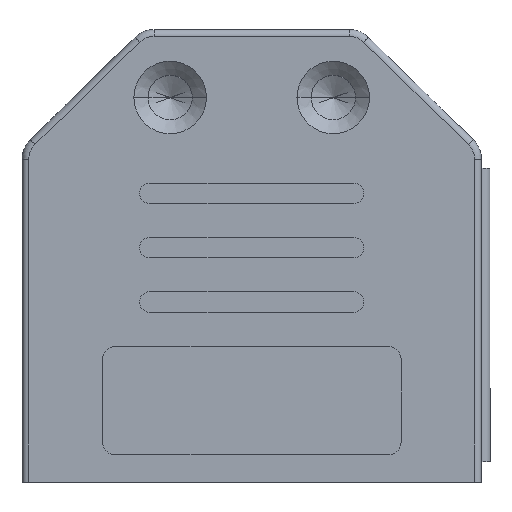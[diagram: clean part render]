
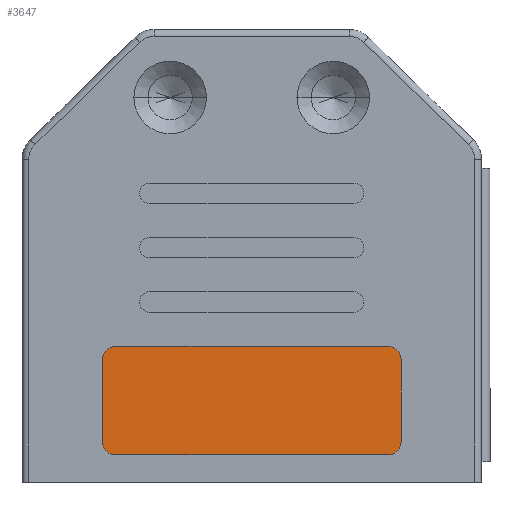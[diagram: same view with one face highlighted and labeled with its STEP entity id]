
A CAD part, top view. The second image highlights one B-rep face of the part: STEP entity #3647.
In plain terms, the highlighted planar face has unit normal (0, 0, 1).
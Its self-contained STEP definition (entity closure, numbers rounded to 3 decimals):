
#3 = DIRECTION ( 'NONE',  ( 0., 0., -1. ) ) ;
#75 = CIRCLE ( 'NONE', #405, 1. ) ;
#92 = DIRECTION ( 'NONE',  ( 0., 0., 1. ) ) ;
#175 = EDGE_CURVE ( 'NONE', #1484, #1910, #5278, .T. ) ;
#311 = CARTESIAN_POINT ( 'NONE',  ( -10., 2., 7.1 ) ) ;
#322 = AXIS2_PLACEMENT_3D ( 'NONE', #5048, #4079, #1174 ) ;
#405 = AXIS2_PLACEMENT_3D ( 'NONE', #4206, #428, #3798 ) ;
#428 = DIRECTION ( 'NONE',  ( 0., 0., -1. ) ) ;
#530 = AXIS2_PLACEMENT_3D ( 'NONE', #1277, #3, #840 ) ;
#542 = EDGE_CURVE ( 'NONE', #4682, #2798, #1316, .T. ) ;
#610 = VECTOR ( 'NONE', #2589, 1000. ) ;
#685 = ORIENTED_EDGE ( 'NONE', *, *, #3717, .F. ) ;
#831 = CARTESIAN_POINT ( 'NONE',  ( -11., 9., 7.1 ) ) ;
#840 = DIRECTION ( 'NONE',  ( -1., 0., 0. ) ) ;
#985 = CARTESIAN_POINT ( 'NONE',  ( -11., 3., 7.1 ) ) ;
#1028 = DIRECTION ( 'NONE',  ( 1., 0., 0. ) ) ;
#1139 = CIRCLE ( 'NONE', #1404, 1. ) ;
#1174 = DIRECTION ( 'NONE',  ( -1., 0., 0. ) ) ;
#1260 = ORIENTED_EDGE ( 'NONE', *, *, #5067, .F. ) ;
#1277 = CARTESIAN_POINT ( 'NONE',  ( -10., 9., 7.1 ) ) ;
#1294 = DIRECTION ( 'NONE',  ( 0., 0., -1. ) ) ;
#1316 = CIRCLE ( 'NONE', #530, 1. ) ;
#1340 = FACE_OUTER_BOUND ( 'NONE', #1755, .T. ) ;
#1359 = VECTOR ( 'NONE', #1028, 1000. ) ;
#1404 = AXIS2_PLACEMENT_3D ( 'NONE', #2484, #1294, #1710 ) ;
#1410 = EDGE_CURVE ( 'NONE', #4928, #1484, #1139, .T. ) ;
#1484 = VERTEX_POINT ( 'NONE', #3056 ) ;
#1492 = EDGE_CURVE ( 'NONE', #4301, #4928, #2182, .T. ) ;
#1553 = CARTESIAN_POINT ( 'NONE',  ( -10., 2., 7.1 ) ) ;
#1710 = DIRECTION ( 'NONE',  ( 1., 0., 0. ) ) ;
#1755 = EDGE_LOOP ( 'NONE', ( #2644, #4555, #1260, #2664, #4903, #2042, #3985, #685 ) ) ;
#1895 = VECTOR ( 'NONE', #3364, 1000. ) ;
#1910 = VERTEX_POINT ( 'NONE', #1553 ) ;
#1992 = CARTESIAN_POINT ( 'NONE',  ( 11., 9., 7.1 ) ) ;
#2042 = ORIENTED_EDGE ( 'NONE', *, *, #1492, .F. ) ;
#2182 = LINE ( 'NONE', #4688, #610 ) ;
#2252 = CARTESIAN_POINT ( 'NONE',  ( -10., 9., 7.1 ) ) ;
#2269 = CARTESIAN_POINT ( 'NONE',  ( -10., 10., 7.1 ) ) ;
#2360 = CARTESIAN_POINT ( 'NONE',  ( 10., 10., 7.1 ) ) ;
#2484 = CARTESIAN_POINT ( 'NONE',  ( 10., 3., 7.1 ) ) ;
#2530 = VERTEX_POINT ( 'NONE', #2360 ) ;
#2589 = DIRECTION ( 'NONE',  ( 0., -1., 0. ) ) ;
#2644 = ORIENTED_EDGE ( 'NONE', *, *, #542, .F. ) ;
#2664 = ORIENTED_EDGE ( 'NONE', *, *, #175, .F. ) ;
#2688 = DIRECTION ( 'NONE',  ( -1., 0., 0. ) ) ;
#2798 = VERTEX_POINT ( 'NONE', #2269 ) ;
#3056 = CARTESIAN_POINT ( 'NONE',  ( 10., 2., 7.1 ) ) ;
#3207 = LINE ( 'NONE', #4013, #1359 ) ;
#3279 = LINE ( 'NONE', #4515, #1895 ) ;
#3364 = DIRECTION ( 'NONE',  ( 0., 1., 0. ) ) ;
#3599 = VECTOR ( 'NONE', #4497, 1000. ) ;
#3647 = ADVANCED_FACE ( 'NONE', ( #1340 ), #5185, .T. ) ;
#3717 = EDGE_CURVE ( 'NONE', #2798, #2530, #3207, .T. ) ;
#3798 = DIRECTION ( 'NONE',  ( -1., 0., 0. ) ) ;
#3850 = CIRCLE ( 'NONE', #322, 1. ) ;
#3967 = CARTESIAN_POINT ( 'NONE',  ( 11., 3., 7.1 ) ) ;
#3985 = ORIENTED_EDGE ( 'NONE', *, *, #5264, .F. ) ;
#4013 = CARTESIAN_POINT ( 'NONE',  ( -10., 10., 7.1 ) ) ;
#4079 = DIRECTION ( 'NONE',  ( 0., 0., -1. ) ) ;
#4206 = CARTESIAN_POINT ( 'NONE',  ( 10., 9., 7.1 ) ) ;
#4301 = VERTEX_POINT ( 'NONE', #1992 ) ;
#4438 = AXIS2_PLACEMENT_3D ( 'NONE', #2252, #92, #2688 ) ;
#4497 = DIRECTION ( 'NONE',  ( -1., 0., 0. ) ) ;
#4515 = CARTESIAN_POINT ( 'NONE',  ( -11., 3., 7.1 ) ) ;
#4555 = ORIENTED_EDGE ( 'NONE', *, *, #5059, .F. ) ;
#4682 = VERTEX_POINT ( 'NONE', #831 ) ;
#4688 = CARTESIAN_POINT ( 'NONE',  ( 11., 3., 7.1 ) ) ;
#4903 = ORIENTED_EDGE ( 'NONE', *, *, #1410, .F. ) ;
#4928 = VERTEX_POINT ( 'NONE', #3967 ) ;
#5048 = CARTESIAN_POINT ( 'NONE',  ( -10., 3., 7.1 ) ) ;
#5059 = EDGE_CURVE ( 'NONE', #5382, #4682, #3279, .T. ) ;
#5067 = EDGE_CURVE ( 'NONE', #1910, #5382, #3850, .T. ) ;
#5185 = PLANE ( 'NONE',  #4438 ) ;
#5264 = EDGE_CURVE ( 'NONE', #2530, #4301, #75, .T. ) ;
#5278 = LINE ( 'NONE', #311, #3599 ) ;
#5382 = VERTEX_POINT ( 'NONE', #985 ) ;
